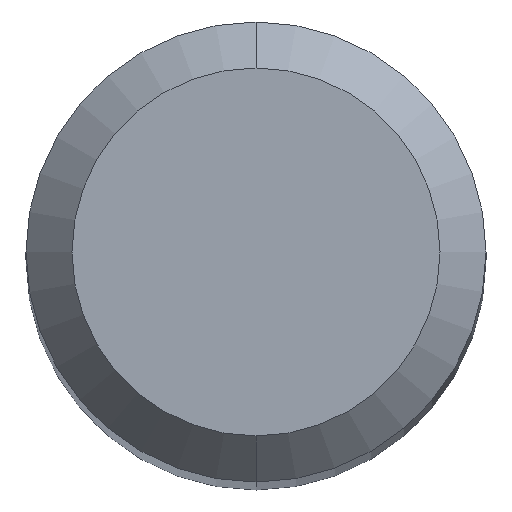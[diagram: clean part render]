
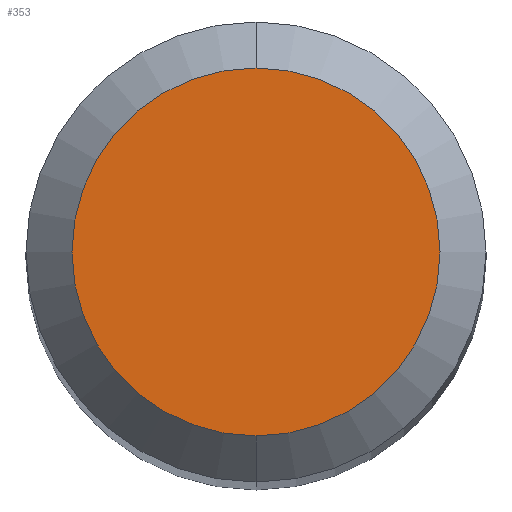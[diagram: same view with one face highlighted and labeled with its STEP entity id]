
A CAD part, top view. The second image highlights one B-rep face of the part: STEP entity #353.
In plain terms, the highlighted planar face has unit normal (0, 0, 1).
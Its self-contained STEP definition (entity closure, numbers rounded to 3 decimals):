
#191=VERTEX_POINT('',#501);
#205=EDGE_CURVE('',#191,#379,#516,.T.);
#353=ADVANCED_FACE('',(#680),#681,.T.);
#379=VERTEX_POINT('',#711);
#451=EDGE_CURVE('',#379,#191,#788,.T.);
#501=CARTESIAN_POINT('',(0.,-1.2,0.0));
#516=CIRCLE('',#871,1.2);
#680=FACE_OUTER_BOUND('',#1188,.T.);
#681=PLANE('',#1189);
#711=CARTESIAN_POINT('',(0.0,1.2,0.0));
#788=CIRCLE('',#1400,1.2);
#871=AXIS2_PLACEMENT_3D('',#1489,#1490,#1491);
#1188=EDGE_LOOP('',(#1685,#1686));
#1189=AXIS2_PLACEMENT_3D('',#1687,#1688,#1689);
#1400=AXIS2_PLACEMENT_3D('',#1795,#1796,#1797);
#1489=CARTESIAN_POINT('',(0.0,0.0,0.0));
#1490=DIRECTION('',(0.0,0.0,-1.0));
#1491=DIRECTION('',(0.0,1.0,0.0));
#1685=ORIENTED_EDGE('',*,*,#451,.F.);
#1686=ORIENTED_EDGE('',*,*,#205,.F.);
#1687=CARTESIAN_POINT('',(0.0,0.6,0.0));
#1688=DIRECTION('',(-0.0,0.0,1.0));
#1689=DIRECTION('',(0.0,-1.0,0.0));
#1795=CARTESIAN_POINT('',(0.0,0.0,0.0));
#1796=DIRECTION('',(0.0,0.0,-1.0));
#1797=DIRECTION('',(0.0,1.0,0.0));
